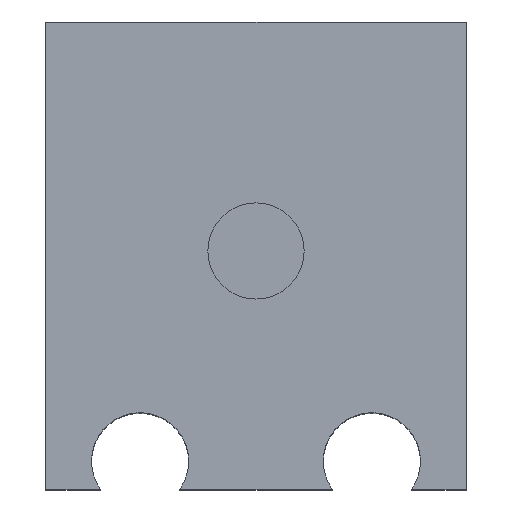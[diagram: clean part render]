
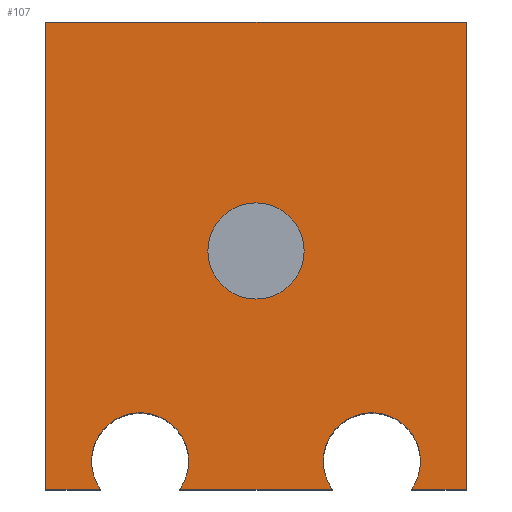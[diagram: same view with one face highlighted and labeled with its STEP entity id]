
A CAD part, top view. The second image highlights one B-rep face of the part: STEP entity #107.
In plain terms, the highlighted planar face has unit normal (0, 0, 1).
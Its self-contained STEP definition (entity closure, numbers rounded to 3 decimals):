
#7 = CARTESIAN_POINT ( 'NONE',  ( -14.263, 22.098, 45. ) ) ;
#9 = VERTEX_POINT ( 'NONE', #119 ) ;
#40 = DIRECTION ( 'NONE',  ( 1., 0., 0. ) ) ;
#52 = DIRECTION ( 'NONE',  ( 0., 0., 1. ) ) ;
#53 = ORIENTED_EDGE ( 'NONE', *, *, #606, .F. ) ;
#57 = ORIENTED_EDGE ( 'NONE', *, *, #924, .F. ) ;
#66 = CARTESIAN_POINT ( 'NONE',  ( 13.387, -2.402, 45. ) ) ;
#68 = VERTEX_POINT ( 'NONE', #469 ) ;
#72 = VERTEX_POINT ( 'NONE', #950 ) ;
#90 = ORIENTED_EDGE ( 'NONE', *, *, #712, .T. ) ;
#92 = DIRECTION ( 'NONE',  ( -1., 0., 0. ) ) ;
#102 = DIRECTION ( 'NONE',  ( 0., -1., 0. ) ) ;
#107 = ADVANCED_FACE ( 'NONE', ( #523, #797 ), #863, .T. ) ;
#114 = AXIS2_PLACEMENT_3D ( 'NONE', #482, #306, #646 ) ;
#119 = CARTESIAN_POINT ( 'NONE',  ( 16.389, -27.902, 45. ) ) ;
#121 = LINE ( 'NONE', #776, #164 ) ;
#125 = EDGE_LOOP ( 'NONE', ( #53, #151 ) ) ;
#130 = VECTOR ( 'NONE', #307, 1000. ) ;
#135 = AXIS2_PLACEMENT_3D ( 'NONE', #1054, #467, #295 ) ;
#139 = CARTESIAN_POINT ( 'NONE',  ( -14.263, -27.902, 45. ) ) ;
#150 = CARTESIAN_POINT ( 'NONE',  ( -4.163, -24.902, 45. ) ) ;
#151 = ORIENTED_EDGE ( 'NONE', *, *, #619, .F. ) ;
#154 = EDGE_CURVE ( 'NONE', #434, #9, #298, .T. ) ;
#164 = VECTOR ( 'NONE', #102, 1000. ) ;
#175 = EDGE_CURVE ( 'NONE', #68, #346, #321, .T. ) ;
#200 = ORIENTED_EDGE ( 'NONE', *, *, #749, .T. ) ;
#222 = DIRECTION ( 'NONE',  ( 1., 0., 0. ) ) ;
#227 = EDGE_LOOP ( 'NONE', ( #711, #1020, #844, #257, #57, #694, #431, #90, #823, #200, #752, #599 ) ) ;
#250 = VECTOR ( 'NONE', #669, 1000. ) ;
#253 = VERTEX_POINT ( 'NONE', #476 ) ;
#257 = ORIENTED_EDGE ( 'NONE', *, *, #725, .F. ) ;
#264 = VERTEX_POINT ( 'NONE', #66 ) ;
#265 = CARTESIAN_POINT ( 'NONE',  ( -14.263, -27.902, 45. ) ) ;
#271 = VECTOR ( 'NONE', #92, 1000. ) ;
#278 = CARTESIAN_POINT ( 'NONE',  ( 30.737, 22.098, 45. ) ) ;
#282 = EDGE_CURVE ( 'NONE', #434, #952, #528, .T. ) ;
#284 = LINE ( 'NONE', #514, #941 ) ;
#295 = DIRECTION ( 'NONE',  ( 1., 0., 0. ) ) ;
#296 = DIRECTION ( 'NONE',  ( 0., 0., 1. ) ) ;
#298 = LINE ( 'NONE', #410, #130 ) ;
#304 = AXIS2_PLACEMENT_3D ( 'NONE', #550, #52, #40 ) ;
#306 = DIRECTION ( 'NONE',  ( 0., 0., 1. ) ) ;
#307 = DIRECTION ( 'NONE',  ( 1., 0., 0. ) ) ;
#321 = LINE ( 'NONE', #139, #756 ) ;
#335 = CIRCLE ( 'NONE', #675, 5.2 ) ;
#337 = AXIS2_PLACEMENT_3D ( 'NONE', #990, #1064, #719 ) ;
#342 = CARTESIAN_POINT ( 'NONE',  ( 25.837, -24.902, 45. ) ) ;
#346 = VERTEX_POINT ( 'NONE', #516 ) ;
#348 = EDGE_CURVE ( 'NONE', #952, #727, #689, .T. ) ;
#409 = CIRCLE ( 'NONE', #114, 5.15 ) ;
#410 = CARTESIAN_POINT ( 'NONE',  ( -14.263, -27.902, 45. ) ) ;
#431 = ORIENTED_EDGE ( 'NONE', *, *, #850, .T. ) ;
#434 = VERTEX_POINT ( 'NONE', #539 ) ;
#447 = CIRCLE ( 'NONE', #605, 5.2 ) ;
#465 = EDGE_CURVE ( 'NONE', #72, #9, #1079, .T. ) ;
#467 = DIRECTION ( 'NONE',  ( 0., 0., 1. ) ) ;
#469 = CARTESIAN_POINT ( 'NONE',  ( 24.884, -27.902, 45. ) ) ;
#476 = CARTESIAN_POINT ( 'NONE',  ( -8.411, -27.902, 45. ) ) ;
#480 = DIRECTION ( 'NONE',  ( 0., 0., 1. ) ) ;
#482 = CARTESIAN_POINT ( 'NONE',  ( 8.237, -2.402, 45. ) ) ;
#492 = LINE ( 'NONE', #265, #250 ) ;
#499 = CARTESIAN_POINT ( 'NONE',  ( -4.163, -24.902, 45. ) ) ;
#512 = EDGE_CURVE ( 'NONE', #727, #253, #335, .T. ) ;
#513 = VERTEX_POINT ( 'NONE', #790 ) ;
#514 = CARTESIAN_POINT ( 'NONE',  ( 30.737, 22.098, 45. ) ) ;
#516 = CARTESIAN_POINT ( 'NONE',  ( 30.737, -27.902, 45. ) ) ;
#522 = CARTESIAN_POINT ( 'NONE',  ( 1.037, -24.902, 45. ) ) ;
#523 = FACE_BOUND ( 'NONE', #125, .T. ) ;
#527 = CARTESIAN_POINT ( 'NONE',  ( 3.087, -2.402, 45. ) ) ;
#528 = CIRCLE ( 'NONE', #724, 5.2 ) ;
#539 = CARTESIAN_POINT ( 'NONE',  ( 0.084, -27.902, 45. ) ) ;
#549 = DIRECTION ( 'NONE',  ( 0., 0., 1. ) ) ;
#550 = CARTESIAN_POINT ( 'NONE',  ( 0., 0., 45. ) ) ;
#586 = CIRCLE ( 'NONE', #337, 5.15 ) ;
#592 = DIRECTION ( 'NONE',  ( 1., 0., 0. ) ) ;
#599 = ORIENTED_EDGE ( 'NONE', *, *, #348, .F. ) ;
#605 = AXIS2_PLACEMENT_3D ( 'NONE', #935, #918, #592 ) ;
#606 = EDGE_CURVE ( 'NONE', #264, #998, #586, .T. ) ;
#619 = EDGE_CURVE ( 'NONE', #998, #264, #409, .T. ) ;
#634 = DIRECTION ( 'NONE',  ( 1., 0., 0. ) ) ;
#646 = DIRECTION ( 'NONE',  ( 1., 0., 0. ) ) ;
#669 = DIRECTION ( 'NONE',  ( 1., 0., 0. ) ) ;
#675 = AXIS2_PLACEMENT_3D ( 'NONE', #779, #549, #886 ) ;
#685 = DIRECTION ( 'NONE',  ( 1., 0., 0. ) ) ;
#689 = CIRCLE ( 'NONE', #778, 5.2 ) ;
#694 = ORIENTED_EDGE ( 'NONE', *, *, #175, .T. ) ;
#711 = ORIENTED_EDGE ( 'NONE', *, *, #282, .F. ) ;
#712 = EDGE_CURVE ( 'NONE', #841, #878, #930, .T. ) ;
#719 = DIRECTION ( 'NONE',  ( 1., 0., 0. ) ) ;
#724 = AXIS2_PLACEMENT_3D ( 'NONE', #150, #480, #685 ) ;
#725 = EDGE_CURVE ( 'NONE', #1025, #72, #447, .T. ) ;
#727 = VERTEX_POINT ( 'NONE', #1012 ) ;
#749 = EDGE_CURVE ( 'NONE', #513, #253, #492, .T. ) ;
#752 = ORIENTED_EDGE ( 'NONE', *, *, #512, .F. ) ;
#756 = VECTOR ( 'NONE', #222, 1000. ) ;
#759 = AXIS2_PLACEMENT_3D ( 'NONE', #876, #296, #634 ) ;
#776 = CARTESIAN_POINT ( 'NONE',  ( -14.263, 22.098, 45. ) ) ;
#778 = AXIS2_PLACEMENT_3D ( 'NONE', #499, #855, #836 ) ;
#779 = CARTESIAN_POINT ( 'NONE',  ( -4.163, -24.902, 45. ) ) ;
#786 = EDGE_CURVE ( 'NONE', #878, #513, #121, .T. ) ;
#790 = CARTESIAN_POINT ( 'NONE',  ( -14.263, -27.902, 45. ) ) ;
#797 = FACE_OUTER_BOUND ( 'NONE', #227, .T. ) ;
#823 = ORIENTED_EDGE ( 'NONE', *, *, #786, .T. ) ;
#836 = DIRECTION ( 'NONE',  ( 1., 0., 0. ) ) ;
#841 = VERTEX_POINT ( 'NONE', #278 ) ;
#844 = ORIENTED_EDGE ( 'NONE', *, *, #465, .F. ) ;
#847 = CIRCLE ( 'NONE', #135, 5.2 ) ;
#850 = EDGE_CURVE ( 'NONE', #346, #841, #284, .T. ) ;
#855 = DIRECTION ( 'NONE',  ( 0., 0., 1. ) ) ;
#863 = PLANE ( 'NONE',  #304 ) ;
#876 = CARTESIAN_POINT ( 'NONE',  ( 20.637, -24.902, 45. ) ) ;
#878 = VERTEX_POINT ( 'NONE', #1030 ) ;
#886 = DIRECTION ( 'NONE',  ( 1., 0., 0. ) ) ;
#918 = DIRECTION ( 'NONE',  ( 0., 0., 1. ) ) ;
#924 = EDGE_CURVE ( 'NONE', #68, #1025, #847, .T. ) ;
#930 = LINE ( 'NONE', #7, #271 ) ;
#935 = CARTESIAN_POINT ( 'NONE',  ( 20.637, -24.902, 45. ) ) ;
#941 = VECTOR ( 'NONE', #958, 1000. ) ;
#950 = CARTESIAN_POINT ( 'NONE',  ( 15.437, -24.902, 45. ) ) ;
#952 = VERTEX_POINT ( 'NONE', #522 ) ;
#958 = DIRECTION ( 'NONE',  ( 0., 1., 0. ) ) ;
#990 = CARTESIAN_POINT ( 'NONE',  ( 8.237, -2.402, 45. ) ) ;
#998 = VERTEX_POINT ( 'NONE', #527 ) ;
#1012 = CARTESIAN_POINT ( 'NONE',  ( -9.363, -24.902, 45. ) ) ;
#1020 = ORIENTED_EDGE ( 'NONE', *, *, #154, .T. ) ;
#1025 = VERTEX_POINT ( 'NONE', #342 ) ;
#1030 = CARTESIAN_POINT ( 'NONE',  ( -14.263, 22.098, 45. ) ) ;
#1054 = CARTESIAN_POINT ( 'NONE',  ( 20.637, -24.902, 45. ) ) ;
#1064 = DIRECTION ( 'NONE',  ( 0., 0., 1. ) ) ;
#1079 = CIRCLE ( 'NONE', #759, 5.2 ) ;
